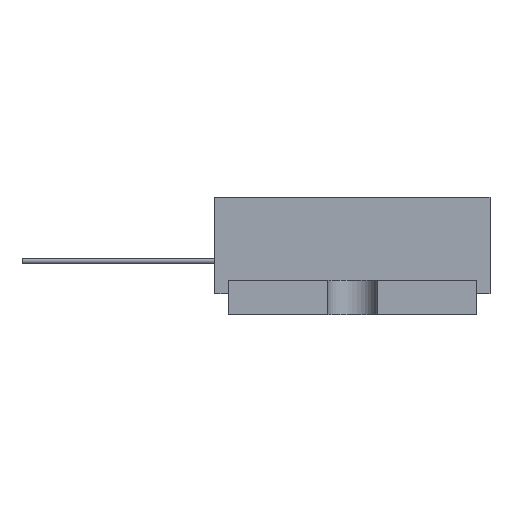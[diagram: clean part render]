
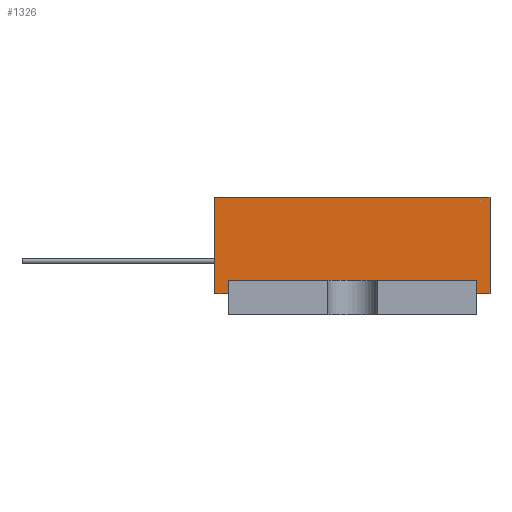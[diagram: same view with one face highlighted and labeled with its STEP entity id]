
A CAD part, left-side view. The second image highlights one B-rep face of the part: STEP entity #1326.
In plain terms, the highlighted planar face has unit normal (-1, 0, 0).
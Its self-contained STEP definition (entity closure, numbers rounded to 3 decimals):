
#1326=ADVANCED_FACE('',(#2592),#2594,.T.);
#2592=FACE_BOUND('',#2593,.T.);
#2593=EDGE_LOOP('',(#3787,#3788,#3789,#3790,#3791,#3792,#3793,#3794));
#2594=PLANE('',#2595);
#2595=AXIS2_PLACEMENT_3D('',#2596,#2597,#2598);
#2596=CARTESIAN_POINT('',(-27.5,10.,1.5));
#2597=DIRECTION('',(-1.,0.,0.));
#2598=DIRECTION('',(0.,-1.,0.));
#3787=ORIENTED_EDGE('',*,*,#4466,.T.);
#3788=ORIENTED_EDGE('',*,*,#4467,.T.);
#3789=ORIENTED_EDGE('',*,*,#4468,.T.);
#3790=ORIENTED_EDGE('',*,*,#4469,.T.);
#3791=ORIENTED_EDGE('',*,*,#4040,.F.);
#3792=ORIENTED_EDGE('',*,*,#4470,.F.);
#3793=ORIENTED_EDGE('',*,*,#4471,.T.);
#3794=ORIENTED_EDGE('',*,*,#4472,.T.);
#4040=EDGE_CURVE('',#4520,#4521,#4522,.T.);
#4466=EDGE_CURVE('',#5232,#5233,#5234,.T.);
#4467=EDGE_CURVE('',#5233,#5235,#5236,.T.);
#4468=EDGE_CURVE('',#5235,#5237,#5238,.T.);
#4469=EDGE_CURVE('',#5237,#4521,#5239,.T.);
#4470=EDGE_CURVE('',#5240,#4520,#5241,.T.);
#4471=EDGE_CURVE('',#5240,#5242,#5243,.T.);
#4472=EDGE_CURVE('',#5242,#5232,#5244,.T.);
#4520=VERTEX_POINT('',#5324);
#4521=VERTEX_POINT('',#5325);
#4522=LINE('',#5326,#5327);
#5232=VERTEX_POINT('',#6918);
#5233=VERTEX_POINT('',#6919);
#5234=LINE('',#6920,#6921);
#5235=VERTEX_POINT('',#6923);
#5236=LINE('',#6924,#6925);
#5237=VERTEX_POINT('',#6927);
#5238=LINE('',#6928,#6929);
#5239=LINE('',#6931,#6932);
#5240=VERTEX_POINT('',#6934);
#5241=LINE('',#6935,#6936);
#5242=VERTEX_POINT('',#6938);
#5243=LINE('',#6939,#6940);
#5244=LINE('',#6942,#6943);
#5324=CARTESIAN_POINT('',(-27.5,10.,8.5));
#5325=CARTESIAN_POINT('',(-27.5,-10.,8.5));
#5326=CARTESIAN_POINT('',(-27.5,10.,8.5));
#5327=VECTOR('',#5328,1.);
#5328=DIRECTION('',(0.,-1.,0.));
#6918=CARTESIAN_POINT('',(-27.5,9.,2.5));
#6919=CARTESIAN_POINT('',(-27.5,-9.,2.5));
#6920=CARTESIAN_POINT('',(-27.5,9.,2.5));
#6921=VECTOR('',#6922,1.);
#6922=DIRECTION('',(0.,-1.,0.));
#6923=CARTESIAN_POINT('',(-27.5,-9.,1.5));
#6924=CARTESIAN_POINT('',(-27.5,-9.,2.5));
#6925=VECTOR('',#6926,1.);
#6926=DIRECTION('',(0.,0.,-1.));
#6927=CARTESIAN_POINT('',(-27.5,-10.,1.5));
#6928=CARTESIAN_POINT('',(-27.5,-9.,1.5));
#6929=VECTOR('',#6930,1.);
#6930=DIRECTION('',(0.,-1.,0.));
#6931=CARTESIAN_POINT('',(-27.5,-10.,1.5));
#6932=VECTOR('',#6933,1.);
#6933=DIRECTION('',(0.,0.,1.));
#6934=CARTESIAN_POINT('',(-27.5,10.,1.5));
#6935=CARTESIAN_POINT('',(-27.5,10.,1.5));
#6936=VECTOR('',#6937,1.);
#6937=DIRECTION('',(0.,0.,1.));
#6938=CARTESIAN_POINT('',(-27.5,9.,1.5));
#6939=CARTESIAN_POINT('',(-27.5,10.,1.5));
#6940=VECTOR('',#6941,1.);
#6941=DIRECTION('',(0.,-1.,0.));
#6942=CARTESIAN_POINT('',(-27.5,9.,1.5));
#6943=VECTOR('',#6944,1.);
#6944=DIRECTION('',(0.,0.,1.));
